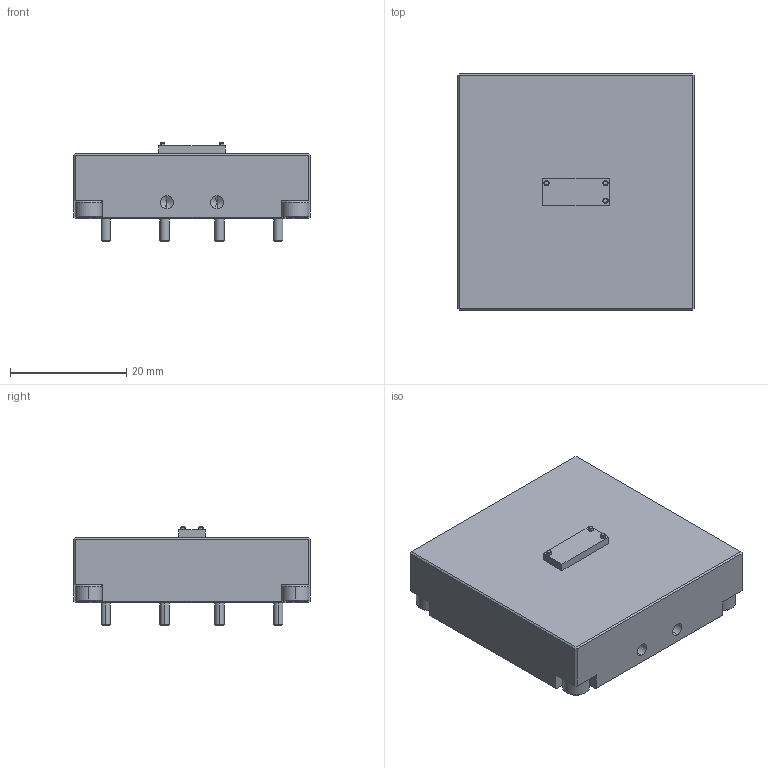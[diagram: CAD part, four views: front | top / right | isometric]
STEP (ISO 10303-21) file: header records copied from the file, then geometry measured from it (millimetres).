
FILE_DESCRIPTION (( 'STEP AP203' ), '1' );
FILE_NAME ('AM-RV-9550-4W.STEP', '2022-05-04T03:40:19', ( '' ), ( '' ), 'SwSTEP 2.0', 'SolidWorks 2021', '' );
FILE_SCHEMA (( 'CONFIG_CONTROL_DESIGN' ));
Length unit declared in the file: inch
Products named in the file (1): AM-RV-9550-4W
Bounding box: 40.64 x 40.64 x 16.88 mm (x, y, z)
Volume: 17907.2 mm3; surface area: 7102.1 mm2
Topology: 12 solids, 12 shells, 583 faces, 1260 edges, 703 vertices
Faces by surface type: cone 242, cylinder 176, plane 165
Entity records: 15361 total; most frequent: CARTESIAN_POINT 2813, DIRECTION 2810, ORIENTED_EDGE 2364, EDGE_CURVE 1182, AXIS2_PLACEMENT_3D 1100, VERTEX_POINT 703, EDGE_LOOP 663, LINE 610
